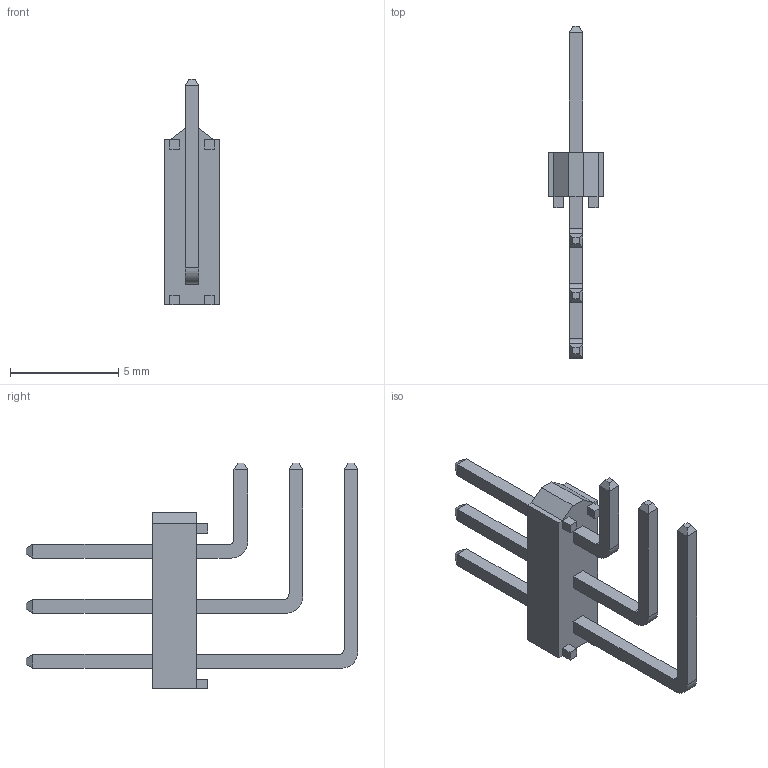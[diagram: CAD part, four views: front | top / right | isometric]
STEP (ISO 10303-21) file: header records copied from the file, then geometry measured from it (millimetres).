
FILE_DESCRIPTION(/* description */ ('STEP AP214'),/* implementation_level */ '2;1');
FILE_NAME(/* name */ 'TSW-101-08-G-T-RA',/* time_stamp */ '2022-12-05T21:52:36+01:00',/* author */ ('License CC BY-ND 4.0'),/* organization */ ('CADENAS'),/* preprocessor_version */ 'ST-DEVELOPER v18.102',/* originating_system */ 'PARTsolutions',/* authorisation */ ' ');
FILE_SCHEMA (('AUTOMOTIVE_DESIGN {1 0 10303 214 3 1 1}'));
Length unit declared in the file: inch
Products named in the file (3): TSW-101-08-G-T-RA; T-1S6-08-TSW-1-08-1-RA-T; TSW-101-08-G-T-RA_body
Assembly tree (2 placements, depth 2):
  TSW-101-08-G-T-RA
    T-1S6-08-TSW-1-08-1-RA-T
    TSW-101-08-G-T-RA_body
Bounding box: 2.54 x 15.3 x 10.41 mm (x, y, z)
Volume: 61.7 mm3; surface area: 251 mm2
Topology: 2 solids, 2 shells, 110 faces, 276 edges, 176 vertices
Faces by surface type: plane 104, cylinder 6
Entity records: 3290 total; most frequent: CARTESIAN_POINT 565, ORIENTED_EDGE 552, DIRECTION 514, EDGE_CURVE 276, LINE 264, VECTOR 264, VERTEX_POINT 176, AXIS2_PLACEMENT_3D 125
